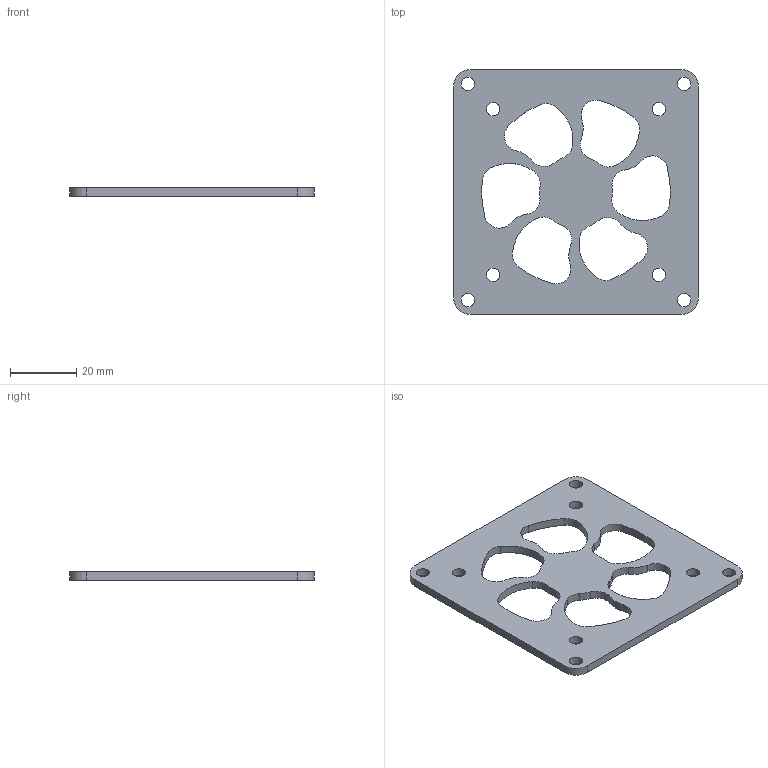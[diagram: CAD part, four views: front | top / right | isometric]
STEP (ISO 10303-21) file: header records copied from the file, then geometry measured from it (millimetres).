
FILE_DESCRIPTION(/* description */ (''),/* implementation_level */ '2;1');
FILE_NAME(/* name */ 'chassisFanPanel_v7.step',/* time_stamp */ '2025-07-02T18:54:20-07:00',/* author */ (''),/* organization */ (''),/* preprocessor_version */ 'ST-DEVELOPER v20.1',/* originating_system */ 'Autodesk Translation Framework v14.10.0.0',/* authorisation */ '');
FILE_SCHEMA (('AUTOMOTIVE_DESIGN { 1 0 10303 214 3 1 1 }'));
Length unit declared in the file: millimetre
Products named in the file (1): 2025-07-02-18-54-20-321
Bounding box: 73.8 x 73.8 x 2.5 mm (x, y, z)
Volume: 9219.1 mm3; surface area: 9252.4 mm2
Topology: 1 solids, 1 shells, 66 faces, 192 edges, 128 vertices
Faces by surface type: bspline 36, cylinder 24, plane 6
Full cylindrical faces by diameter (mm): 4 x8
Entity records: 3497 total; most frequent: CARTESIAN_POINT 1863, ORIENTED_EDGE 384, DIRECTION 230, EDGE_CURVE 192, VERTEX_POINT 128, EDGE_LOOP 94, AXIS2_PLACEMENT_3D 79, LINE 72
